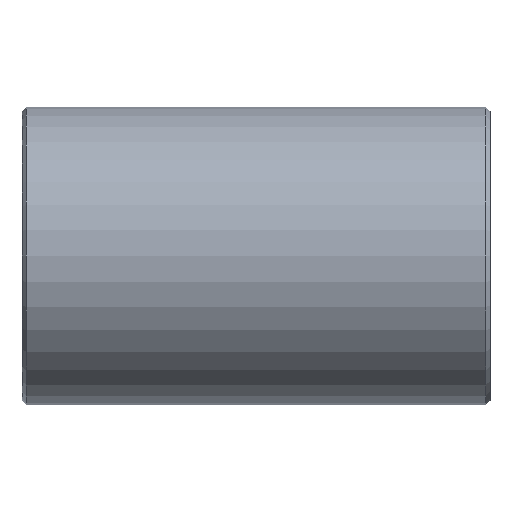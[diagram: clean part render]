
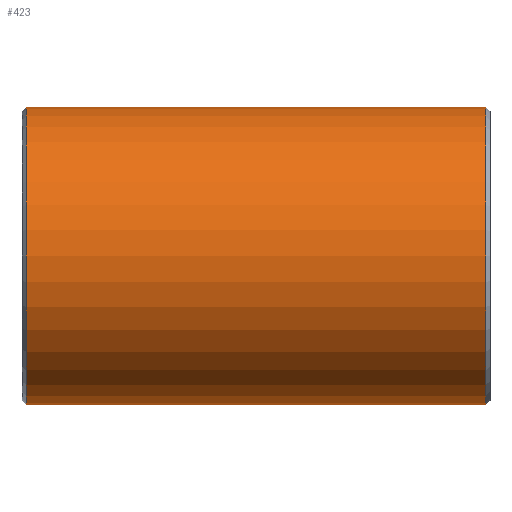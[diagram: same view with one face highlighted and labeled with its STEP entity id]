
A CAD part, front view. The second image highlights one B-rep face of the part: STEP entity #423.
In plain terms, the highlighted cylindrical face has radius 177.8 mm (diameter 355.6 mm), a partial arc.
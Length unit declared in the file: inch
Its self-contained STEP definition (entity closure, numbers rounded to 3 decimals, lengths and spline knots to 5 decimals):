
#18 = EDGE_LOOP ( 'NONE', ( #258, #692, #684, #464 ) ) ;
#26 = VERTEX_POINT ( 'NONE', #514 ) ;
#51 = FACE_OUTER_BOUND ( 'NONE', #18, .T. ) ;
#55 = DIRECTION ( 'NONE',  ( 0., 0., 1. ) ) ;
#66 = AXIS2_PLACEMENT_3D ( 'NONE', #773, #170, #436 ) ;
#111 = DIRECTION ( 'NONE',  ( -1., 0., 0. ) ) ;
#124 = VERTEX_POINT ( 'NONE', #236 ) ;
#163 = VECTOR ( 'NONE', #111, 39.37008 ) ;
#170 = DIRECTION ( 'NONE',  ( -1., 0., 0. ) ) ;
#180 = LINE ( 'NONE', #717, #163 ) ;
#198 = EDGE_CURVE ( 'NONE', #751, #26, #498, .T. ) ;
#233 = AXIS2_PLACEMENT_3D ( 'NONE', #251, #870, #55 ) ;
#236 = CARTESIAN_POINT ( 'NONE',  ( -10.802, 0., 7. ) ) ;
#245 = DIRECTION ( 'NONE',  ( 0., 0., 1. ) ) ;
#251 = CARTESIAN_POINT ( 'NONE',  ( 11., 0., 0. ) ) ;
#258 = ORIENTED_EDGE ( 'NONE', *, *, #595, .F. ) ;
#297 = VERTEX_POINT ( 'NONE', #625 ) ;
#304 = AXIS2_PLACEMENT_3D ( 'NONE', #506, #642, #245 ) ;
#391 = LINE ( 'NONE', #785, #557 ) ;
#423 = ADVANCED_FACE ( 'NONE', ( #51 ), #527, .T. ) ;
#436 = DIRECTION ( 'NONE',  ( 0., 0., -1. ) ) ;
#464 = ORIENTED_EDGE ( 'NONE', *, *, #554, .T. ) ;
#498 = CIRCLE ( 'NONE', #66, 7. ) ;
#506 = CARTESIAN_POINT ( 'NONE',  ( -10.802, 0., 0. ) ) ;
#514 = CARTESIAN_POINT ( 'NONE',  ( 10.802, 0., 7. ) ) ;
#527 = CYLINDRICAL_SURFACE ( 'NONE', #233, 7. ) ;
#554 = EDGE_CURVE ( 'NONE', #124, #297, #781, .T. ) ;
#557 = VECTOR ( 'NONE', #845, 39.37008 ) ;
#595 = EDGE_CURVE ( 'NONE', #751, #297, #180, .T. ) ;
#625 = CARTESIAN_POINT ( 'NONE',  ( -10.802, 0., -7. ) ) ;
#642 = DIRECTION ( 'NONE',  ( 1., 0., 0. ) ) ;
#647 = CARTESIAN_POINT ( 'NONE',  ( 10.802, 0., -7. ) ) ;
#684 = ORIENTED_EDGE ( 'NONE', *, *, #766, .T. ) ;
#692 = ORIENTED_EDGE ( 'NONE', *, *, #198, .T. ) ;
#717 = CARTESIAN_POINT ( 'NONE',  ( 11., 0., -7. ) ) ;
#751 = VERTEX_POINT ( 'NONE', #647 ) ;
#766 = EDGE_CURVE ( 'NONE', #26, #124, #391, .T. ) ;
#773 = CARTESIAN_POINT ( 'NONE',  ( 10.802, 0., 0. ) ) ;
#781 = CIRCLE ( 'NONE', #304, 7. ) ;
#785 = CARTESIAN_POINT ( 'NONE',  ( 11., 0., 7. ) ) ;
#845 = DIRECTION ( 'NONE',  ( -1., 0., 0. ) ) ;
#870 = DIRECTION ( 'NONE',  ( -1., 0., 0. ) ) ;
